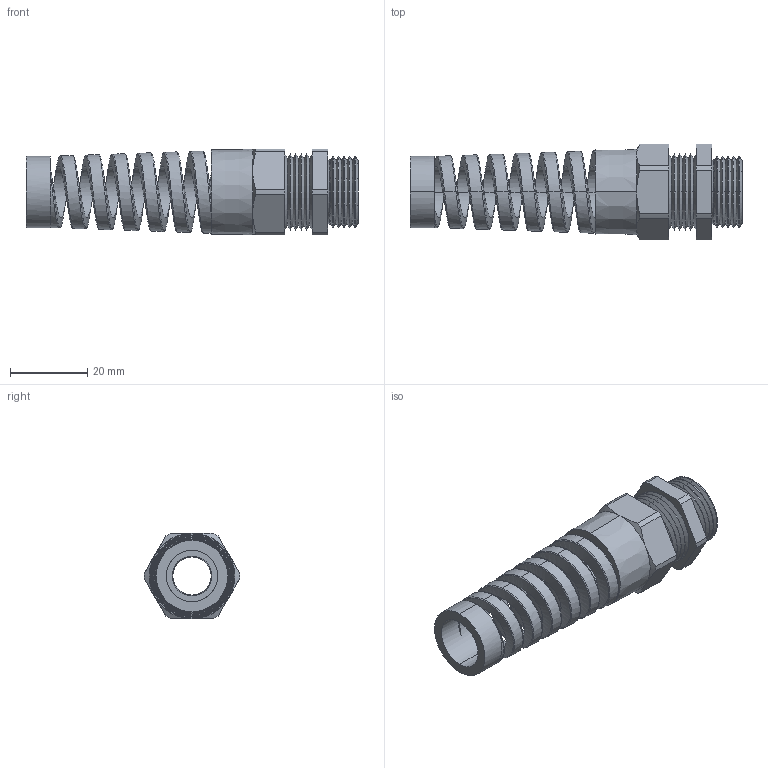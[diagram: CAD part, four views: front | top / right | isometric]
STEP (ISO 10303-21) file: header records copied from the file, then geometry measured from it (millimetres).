
FILE_DESCRIPTION (( 'STEP AP203' ), '1' );
FILE_NAME ('CF11AA-BK.STEP', '2008-06-18T15:29:40', ( 'BSI05' ), ( 'BAYSTATE' ), 'SwSTEP 2.0', 'SolidWorks 2007', '' );
FILE_SCHEMA (( 'CONFIG_CONTROL_DESIGN' ));
Length unit declared in the file: inch
Products named in the file (1): CF11AA-BK
Bounding box: 85.85 x 24.75 x 22.1 mm (x, y, z)
Volume: 14368.9 mm3; surface area: 10779 mm2
Topology: 1 solids, 1 shells, 153 faces, 359 edges, 211 vertices
Faces by surface type: cone 84, cylinder 42, plane 19, torus 4, bspline 4
Entity records: 11912 total; most frequent: CARTESIAN_POINT 8402, DIRECTION 721, ORIENTED_EDGE 718, EDGE_CURVE 359, AXIS2_PLACEMENT_3D 286, VERTEX_POINT 211, EDGE_LOOP 160, ADVANCED_FACE 153
